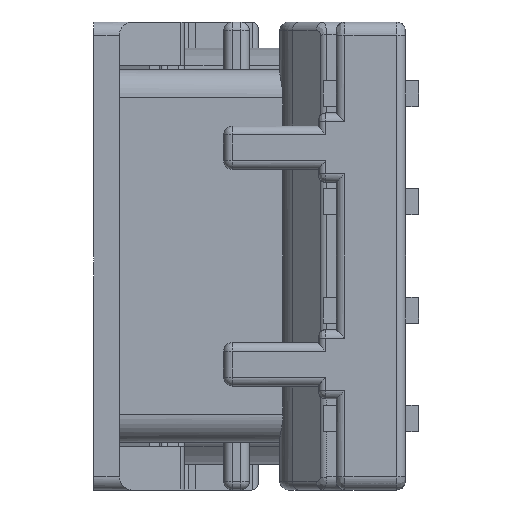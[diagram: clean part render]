
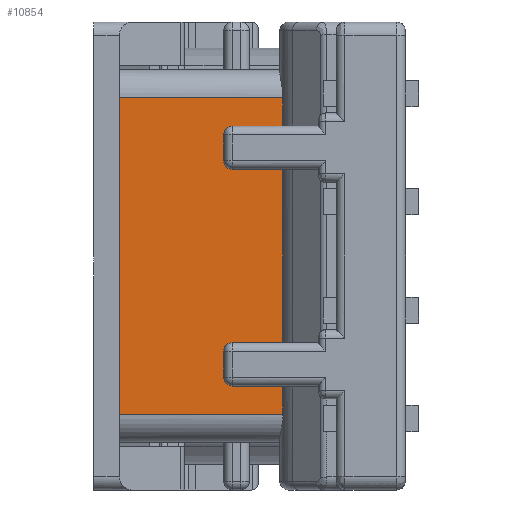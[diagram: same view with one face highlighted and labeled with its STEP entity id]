
A CAD part, left-side view. The second image highlights one B-rep face of the part: STEP entity #10854.
In plain terms, the highlighted planar face has unit normal (-1, 0, 0).
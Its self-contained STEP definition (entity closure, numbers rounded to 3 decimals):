
#1195=DIRECTION('',(0.,0.,1.));
#1196=VECTOR('',#1195,7.3);
#1197=CARTESIAN_POINT('',(-5.35,6.6,-3.65));
#1198=LINE('',#1197,#1196);
#2401=CARTESIAN_POINT('',(-5.35,2.6,2.7));
#2402=DIRECTION('',(1.,0.,0.));
#2403=DIRECTION('',(0.,1.,0.));
#2404=AXIS2_PLACEMENT_3D('',#2401,#2402,#2403);
#2627=CARTESIAN_POINT('',(-5.35,2.831,-2.891));
#2629=CARTESIAN_POINT('',(-5.35,2.6,-2.7));
#2630=DIRECTION('',(1.,0.,0.));
#2631=DIRECTION('',(0.,0.771,-0.637));
#2632=AXIS2_PLACEMENT_3D('',#2629,#2630,#2631);
#2872=CARTESIAN_POINT('',(-5.35,2.831,2.109));
#2874=CARTESIAN_POINT('',(-5.35,2.6,2.3));
#2875=DIRECTION('',(1.,0.,0.));
#2876=DIRECTION('',(0.,0.771,-0.637));
#2877=AXIS2_PLACEMENT_3D('',#2874,#2875,#2876);
#2894=DIRECTION('',(0.,0.,1.));
#2895=VECTOR('',#2894,4.218);
#2896=CARTESIAN_POINT('',(-5.35,2.831,-2.109));
#2897=LINE('',#2896,#2895);
#2906=CARTESIAN_POINT('',(-5.35,2.6,-2.3));
#2907=DIRECTION('',(1.,0.,0.));
#2908=DIRECTION('',(0.,1.,0.));
#2909=AXIS2_PLACEMENT_3D('',#2906,#2907,#2908);
#2947=DIRECTION('',(0.,0.,-1.));
#2948=VECTOR('',#2947,0.4);
#2949=CARTESIAN_POINT('',(-5.35,2.9,2.7));
#2950=LINE('',#2949,#2948);
#2951=DIRECTION('',(0.,0.,-1.));
#2952=VECTOR('',#2951,0.4);
#2953=CARTESIAN_POINT('',(-5.35,2.9,-2.3));
#2954=LINE('',#2953,#2952);
#2955=DIRECTION('',(0.,1.,0.));
#2956=VECTOR('',#2955,3.769);
#2957=CARTESIAN_POINT('',(-5.35,2.831,-3.65));
#2958=LINE('',#2957,#2956);
#2959=DIRECTION('',(0.,0.,1.));
#2960=VECTOR('',#2959,0.759);
#2961=CARTESIAN_POINT('',(-5.35,2.831,-3.65));
#2962=LINE('',#2961,#2960);
#2979=CARTESIAN_POINT('',(-5.35,2.831,-3.65));
#3367=DIRECTION('',(0.,1.,0.));
#3368=VECTOR('',#3367,3.769);
#3369=CARTESIAN_POINT('',(-5.35,2.831,3.65));
#3370=LINE('',#3369,#3368);
#3384=DIRECTION('',(0.,0.,1.));
#3385=VECTOR('',#3384,0.759);
#3386=CARTESIAN_POINT('',(-5.35,2.831,2.891));
#3387=LINE('',#3386,#3385);
#3388=CARTESIAN_POINT('',(-5.35,2.831,3.65));
#5323=CARTESIAN_POINT('',(-5.35,6.6,-3.65));
#5324=VERTEX_POINT('',#5323);
#5325=CARTESIAN_POINT('',(-5.35,6.6,3.65));
#5327=VERTEX_POINT('',#5325);
#5669=VERTEX_POINT('',#2979);
#5670=VERTEX_POINT('',#3388);
#6430=CARTESIAN_POINT('',(-5.35,2.9,2.7));
#6431=VERTEX_POINT('',#6430);
#6434=CARTESIAN_POINT('',(-5.35,2.9,2.3));
#6436=VERTEX_POINT('',#6434);
#6456=CARTESIAN_POINT('',(-5.35,2.9,-2.3));
#6457=VERTEX_POINT('',#6456);
#6460=CARTESIAN_POINT('',(-5.35,2.9,-2.7));
#6462=VERTEX_POINT('',#6460);
#6472=CARTESIAN_POINT('',(-5.35,2.831,2.891));
#6473=VERTEX_POINT('',#6472);
#6474=VERTEX_POINT('',#2872);
#6475=CARTESIAN_POINT('',(-5.35,2.831,-2.109));
#6476=VERTEX_POINT('',#6475);
#6477=VERTEX_POINT('',#2627);
#10831=CARTESIAN_POINT('',(-5.35,2.9,6.48));
#10832=DIRECTION('',(1.,0.,0.));
#10833=DIRECTION('',(0.,1.,0.));
#10834=AXIS2_PLACEMENT_3D('',#10831,#10832,#10833);
#10835=PLANE('',#10834);
#10836=ORIENTED_EDGE('',*,*,#10396,.T.);
#10837=ORIENTED_EDGE('',*,*,#10759,.F.);
#10838=ORIENTED_EDGE('',*,*,#10784,.F.);
#10839=ORIENTED_EDGE('',*,*,#10799,.F.);
#10840=ORIENTED_EDGE('',*,*,#10411,.T.);
#10841=ORIENTED_EDGE('',*,*,#10381,.F.);
#10843=ORIENTED_EDGE('',*,*,#10842,.F.);
#10845=ORIENTED_EDGE('',*,*,#10844,.T.);
#10846=ORIENTED_EDGE('',*,*,#8365,.T.);
#10848=ORIENTED_EDGE('',*,*,#10847,.F.);
#10850=ORIENTED_EDGE('',*,*,#10849,.F.);
#10851=ORIENTED_EDGE('',*,*,#10012,.F.);
#10852=EDGE_LOOP('',(#10836,#10837,#10838,#10839,#10840,#10841,#10843,#10845,
#10846,#10848,#10850,#10851));
#10853=FACE_OUTER_BOUND('',#10852,.F.);
#10854=ADVANCED_FACE('',(#10853),#10835,.F.);
#2405=CIRCLE('',#2404,0.3);
#2633=CIRCLE('',#2632,0.3);
#2878=CIRCLE('',#2877,0.3);
#2910=CIRCLE('',#2909,0.3);
#8365=EDGE_CURVE('',#5324,#5327,#1198,.T.);
#10012=EDGE_CURVE('',#6431,#6473,#2405,.T.);
#10381=EDGE_CURVE('',#6477,#6462,#2633,.T.);
#10396=EDGE_CURVE('',#6431,#6436,#2950,.T.);
#10411=EDGE_CURVE('',#6457,#6462,#2954,.T.);
#10759=EDGE_CURVE('',#6474,#6436,#2878,.T.);
#10784=EDGE_CURVE('',#6476,#6474,#2897,.T.);
#10799=EDGE_CURVE('',#6457,#6476,#2910,.T.);
#10842=EDGE_CURVE('',#5669,#6477,#2962,.T.);
#10844=EDGE_CURVE('',#5669,#5324,#2958,.T.);
#10847=EDGE_CURVE('',#5670,#5327,#3370,.T.);
#10849=EDGE_CURVE('',#6473,#5670,#3387,.T.);
